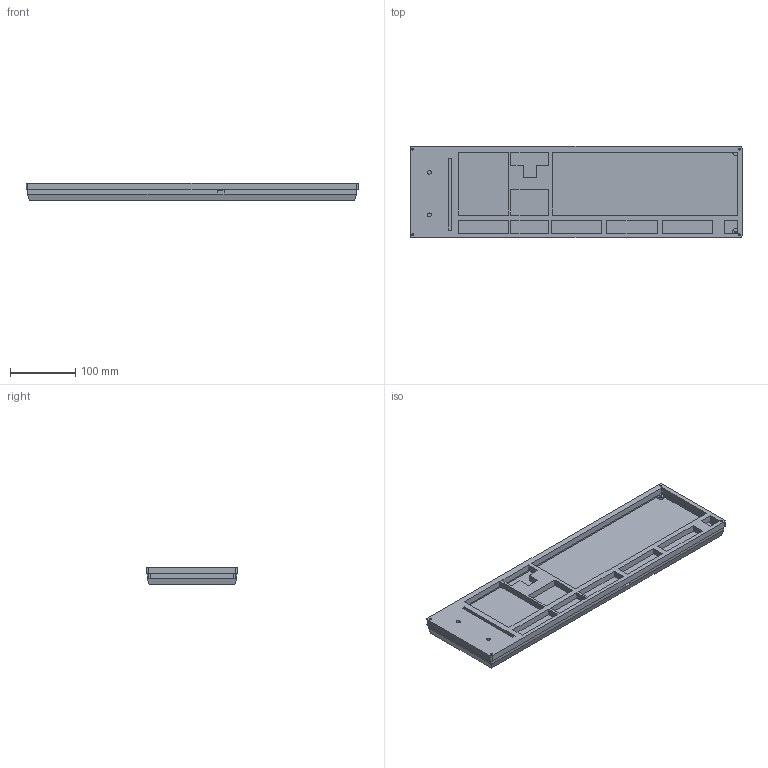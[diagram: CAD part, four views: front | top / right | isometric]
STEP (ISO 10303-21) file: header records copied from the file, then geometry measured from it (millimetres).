
FILE_DESCRIPTION(/* description */ (''),/* implementation_level */ '2;1');
FILE_NAME(/* name */ 'Case.step',/* time_stamp */ '2025-05-24T01:02:40+01:00',/* author */ (''),/* organization */ (''),/* preprocessor_version */ 'ST-DEVELOPER v20.1',/* originating_system */ 'Autodesk Translation Framework v14.4.0.0',/* authorisation */ '');
FILE_SCHEMA (('AUTOMOTIVE_DESIGN { 1 0 10303 214 3 1 1 }'));
Length unit declared in the file: millimetre
Products named in the file (1): Untitled
Bounding box: 510 x 141 x 27 mm (x, y, z)
Volume: 945715.3 mm3; surface area: 257809.8 mm2
Topology: 2 solids, 2 shells, 111 faces, 302 edges, 198 vertices
Faces by surface type: plane 80, cylinder 26, cone 4, bspline 1
Full cylindrical faces by diameter (mm): 2.8 x4, 3 x8, 6 x2
Entity records: 3610 total; most frequent: CARTESIAN_POINT 637, ORIENTED_EDGE 604, DIRECTION 578, EDGE_CURVE 302, LINE 244, VECTOR 244, VERTEX_POINT 198, AXIS2_PLACEMENT_3D 167
